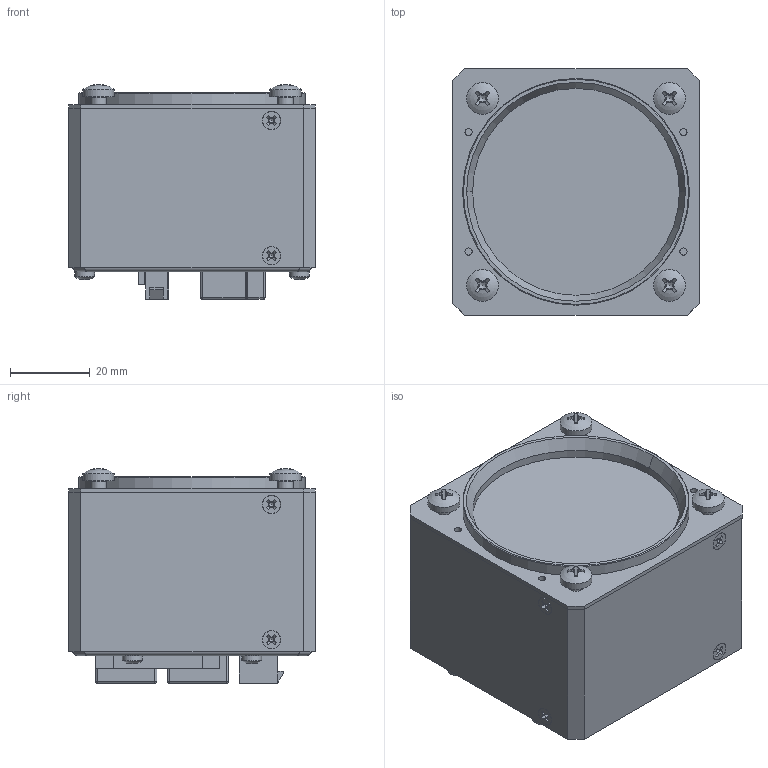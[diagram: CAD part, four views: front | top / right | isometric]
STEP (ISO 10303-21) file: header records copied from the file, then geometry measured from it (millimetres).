
FILE_DESCRIPTION(('FreeCAD Model'),'2;1');
FILE_NAME('RPM Indicator.step','2020-04-01T14:09:15',('Author'),(''), 'Open CASCADE STEP processor 7.3','FreeCAD','Unknown');
FILE_SCHEMA(('AUTOMOTIVE_DESIGN { 1 0 10303 214 1 1 1 1 }'));
Length unit declared in the file: millimetre
Products named in the file (48): Assembly; Maska_01; Plasc_01; Hrbet_01; M2.5x4-Screw018; M2.5x4-Screw014; M2.5x4-Screw016; M2.5x4-Screw019; M2.5x4-Screw; M2.5x4-Screw006; M2.5x4-Screw005; M2.5x4-Screw003; M2.5x4-Screw001; M4x6-Screw010; M4x6-Screw; M4x6-Screw009; M4x6-Screw008; M2.5x8-Screw; Assem1; 64900221122; 6490xx21122_PIN001; 6490xx21122_PIN; M2.5x3-Screw; M2.5x4-Screw020; M2.5x4-Screw021; M2.5x4-Screw022; M2.5x4-Screw023; Body; Assem002; use; use_Pin; Pin_short001; Pin_short; Pin_long001; Pin_long; Assem003; use001; use_Pin001; Pin_short003; Pin_short002 ...
Assembly tree (66 placements, depth 4):
  Assembly
    Maska_01
    Plasc_01
    Hrbet_01
    M2.5x4-Screw018
    M2.5x4-Screw014
    M2.5x4-Screw016
    M2.5x4-Screw019
    M2.5x4-Screw
    M2.5x4-Screw006
    M2.5x4-Screw005
    M2.5x4-Screw003
    M2.5x4-Screw001
    M4x6-Screw010
    M4x6-Screw
    M4x6-Screw009
    M4x6-Screw008
    M2.5x8-Screw
    Assem1
      64900221122
      6490xx21122_PIN001
        6490xx21122_PIN  x2
    M2.5x3-Screw
    M2.5x4-Screw020
    M2.5x4-Screw021
    M2.5x4-Screw022
    M2.5x4-Screw023
    Body
    Assem002
  use
  use_Pin
      Pin_short001
        Pin_short  x4
      Pin_long001
        Pin_long  x4
    Assem003
  use001
  use_Pin001
      Pin_short003
        Pin_short002  x4
      Pin_long003
        Pin_long002  x4
    Assem004
      691325110006
      6913231100xx_PIN001
        6913231100xx_PIN  x6
      6913231100xx_INSERT001
        6913231100xx_INSERT  x2
Bounding box: 62 x 62 x 53.97 mm (x, y, z)
Volume: 52768.1 mm3; surface area: 56580.6 mm2
Topology: 55 solids, 55 shells, 2736 faces, 7508 edges, 4888 vertices
Faces by surface type: plane 2098, cylinder 415, cone 158, torus 30, revolution 19, sphere 16
Full cylindrical faces by diameter (mm): 0.9 x4, 1.8 x10, 2 x5, 2.121 x4, 2.5 x30, 4 x8, 4.5 x11, 5 x4, 8 x4, 52 x1, 56 x1, 57 x1, 58 x1
Entity records: 77862 total; most frequent: CARTESIAN_POINT 13556, ORIENTED_EDGE 12754, DIRECTION 12560, EDGE_CURVE 6377, LINE 4751, VECTOR 4751, VERTEX_POINT 4165, AXIS2_PLACEMENT_3D 3895
